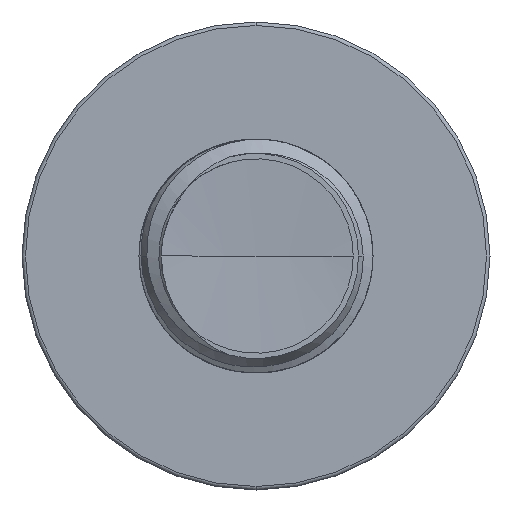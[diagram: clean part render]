
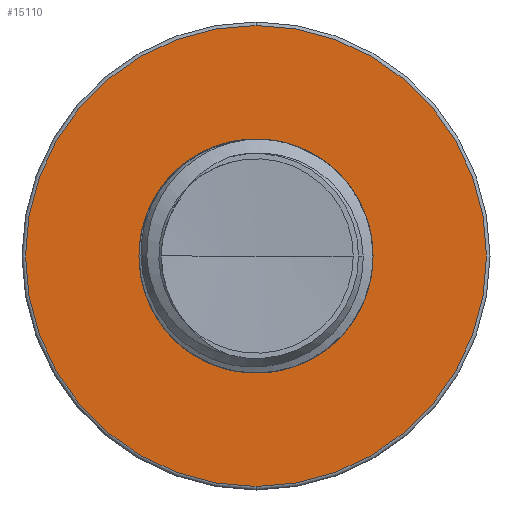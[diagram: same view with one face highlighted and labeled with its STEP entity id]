
A CAD part, front view. The second image highlights one B-rep face of the part: STEP entity #15110.
In plain terms, the highlighted planar face has unit normal (0, -1, 0).
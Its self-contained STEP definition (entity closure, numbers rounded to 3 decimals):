
#129 = VERTEX_POINT ( 'NONE', #13564 ) ;
#331 = DIRECTION ( 'NONE',  ( 0., 0., -1. ) ) ;
#1391 = DIRECTION ( 'NONE',  ( 0., 0., -1. ) ) ;
#3197 = AXIS2_PLACEMENT_3D ( 'NONE', #3856, #19838, #6126 ) ;
#3856 = CARTESIAN_POINT ( 'NONE',  ( 0., 10., 0. ) ) ;
#4164 = DIRECTION ( 'NONE',  ( 0., 0., -1. ) ) ;
#6126 = DIRECTION ( 'NONE',  ( 0., 0., -1. ) ) ;
#6440 = FACE_BOUND ( 'NONE', #24783, .T. ) ;
#6506 = VERTEX_POINT ( 'NONE', #23282 ) ;
#6589 = EDGE_LOOP ( 'NONE', ( #17695, #12009 ) ) ;
#6688 = CARTESIAN_POINT ( 'NONE',  ( 0., 10., 7.88 ) ) ;
#6745 = AXIS2_PLACEMENT_3D ( 'NONE', #26601, #12866, #28926 ) ;
#10935 = CARTESIAN_POINT ( 'NONE',  ( 0., 10., 3.99 ) ) ;
#12009 = ORIENTED_EDGE ( 'NONE', *, *, #25925, .T. ) ;
#12105 = CARTESIAN_POINT ( 'NONE',  ( 0., 10., -3.99 ) ) ;
#12866 = DIRECTION ( 'NONE',  ( 0., -1., 0. ) ) ;
#13074 = PLANE ( 'NONE',  #26394 ) ;
#13564 = CARTESIAN_POINT ( 'NONE',  ( 0., 10., 3.99 ) ) ;
#14130 = DIRECTION ( 'NONE',  ( 0., -1., 0. ) ) ;
#14505 = AXIS2_PLACEMENT_3D ( 'NONE', #27877, #14130, #331 ) ;
#15110 = ADVANCED_FACE ( 'NONE', ( #19378, #6440 ), #13074, .T. ) ;
#15153 = DIRECTION ( 'NONE',  ( 0., -1., 0. ) ) ;
#16305 = VERTEX_POINT ( 'NONE', #6688 ) ;
#16850 = CIRCLE ( 'NONE', #6745, 7.88 ) ;
#17695 = ORIENTED_EDGE ( 'NONE', *, *, #21699, .T. ) ;
#17824 = DIRECTION ( 'NONE',  ( 0., -1., 0. ) ) ;
#18620 = CIRCLE ( 'NONE', #22148, 3.99 ) ;
#19378 = FACE_OUTER_BOUND ( 'NONE', #6589, .T. ) ;
#19838 = DIRECTION ( 'NONE',  ( 0., -1., 0. ) ) ;
#21534 = CIRCLE ( 'NONE', #14505, 3.99 ) ;
#21699 = EDGE_CURVE ( 'NONE', #6506, #16305, #16850, .T. ) ;
#22148 = AXIS2_PLACEMENT_3D ( 'NONE', #28920, #15153, #1391 ) ;
#22813 = EDGE_CURVE ( 'NONE', #129, #28226, #21534, .T. ) ;
#23282 = CARTESIAN_POINT ( 'NONE',  ( 0., 10., -7.88 ) ) ;
#23328 = CIRCLE ( 'NONE', #3197, 7.88 ) ;
#24783 = EDGE_LOOP ( 'NONE', ( #27301, #26344 ) ) ;
#25520 = EDGE_CURVE ( 'NONE', #28226, #129, #18620, .T. ) ;
#25925 = EDGE_CURVE ( 'NONE', #16305, #6506, #23328, .T. ) ;
#26344 = ORIENTED_EDGE ( 'NONE', *, *, #22813, .F. ) ;
#26394 = AXIS2_PLACEMENT_3D ( 'NONE', #10935, #17824, #4164 ) ;
#26601 = CARTESIAN_POINT ( 'NONE',  ( 0., 10., 0. ) ) ;
#27301 = ORIENTED_EDGE ( 'NONE', *, *, #25520, .F. ) ;
#27877 = CARTESIAN_POINT ( 'NONE',  ( 0., 10., 0. ) ) ;
#28226 = VERTEX_POINT ( 'NONE', #12105 ) ;
#28920 = CARTESIAN_POINT ( 'NONE',  ( 0., 10., 0. ) ) ;
#28926 = DIRECTION ( 'NONE',  ( 0., 0., -1. ) ) ;
